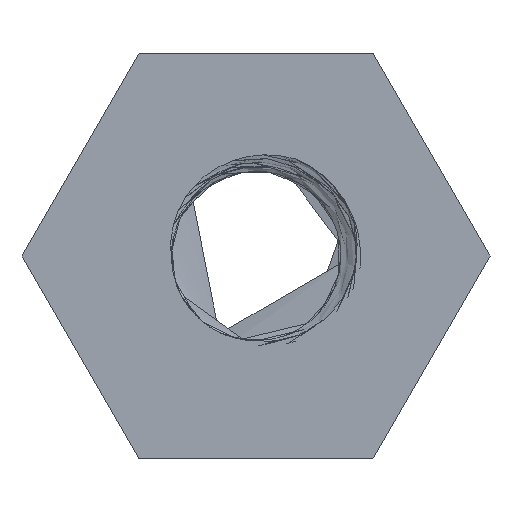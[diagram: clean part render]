
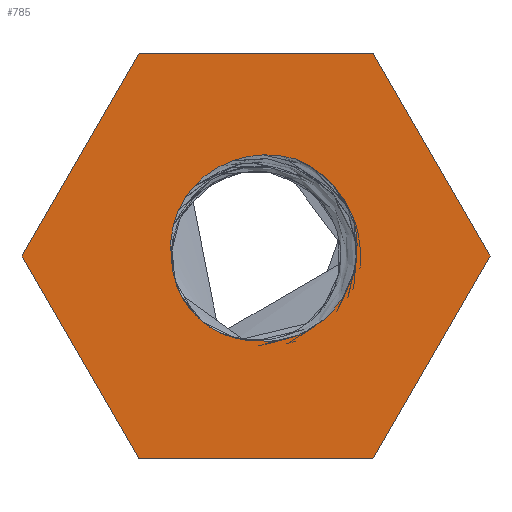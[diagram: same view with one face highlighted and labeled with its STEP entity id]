
A CAD part, front view. The second image highlights one B-rep face of the part: STEP entity #785.
In plain terms, the highlighted planar face has unit normal (0, -1, 0).
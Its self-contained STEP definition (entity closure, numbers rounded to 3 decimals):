
#141 = CARTESIAN_POINT ( 'NONE',  ( 0., -5., 0. ) ) ;
#166 = CARTESIAN_POINT ( 'NONE',  ( 1.372, -5., 0.346 ) ) ;
#181 = VERTEX_POINT ( 'NONE', #1995 ) ;
#199 = ORIENTED_EDGE ( 'NONE', *, *, #2445, .F. ) ;
#243 = VERTEX_POINT ( 'NONE', #1077 ) ;
#312 = DIRECTION ( 'NONE',  ( 1., 0., 0. ) ) ;
#407 = DIRECTION ( 'NONE',  ( -0.5, 0., 0.866 ) ) ;
#412 = CARTESIAN_POINT ( 'NONE',  ( 0.328, -5., 1.365 ) ) ;
#435 = CARTESIAN_POINT ( 'NONE',  ( 0.431, -5., 1.347 ) ) ;
#443 = CARTESIAN_POINT ( 'NONE',  ( 0.533, -5., 1.316 ) ) ;
#453 = DIRECTION ( 'NONE',  ( 0., 0., 1. ) ) ;
#522 = CARTESIAN_POINT ( 'NONE',  ( 1.239, -5., -0.49 ) ) ;
#595 = AXIS2_PLACEMENT_3D ( 'NONE', #141, #1818, #2701 ) ;
#659 = VECTOR ( 'NONE', #407, 1000. ) ;
#676 = CARTESIAN_POINT ( 'NONE',  ( 1.588, -5., 2.75 ) ) ;
#687 = LINE ( 'NONE', #1958, #659 ) ;
#693 = CARTESIAN_POINT ( 'NONE',  ( 0., -5., -1.149 ) ) ;
#707 = ORIENTED_EDGE ( 'NONE', *, *, #2120, .F. ) ;
#734 = CARTESIAN_POINT ( 'NONE',  ( 0.533, -5., 1.316 ) ) ;
#770 = EDGE_CURVE ( 'NONE', #3944, #181, #1062, .T. ) ;
#771 = ORIENTED_EDGE ( 'NONE', *, *, #1423, .F. ) ;
#783 = CARTESIAN_POINT ( 'NONE',  ( -3.175, -5., 0. ) ) ;
#785 = ADVANCED_FACE ( 'NONE', ( #1732, #2126 ), #3014, .F. ) ;
#818 = CARTESIAN_POINT ( 'NONE',  ( 1.324, -5., -0.289 ) ) ;
#857 = CARTESIAN_POINT ( 'NONE',  ( 0., -5., -1.149 ) ) ;
#997 = DIRECTION ( 'NONE',  ( -1., 0., 0. ) ) ;
#999 = CARTESIAN_POINT ( 'NONE',  ( 1.309, -5., 0.551 ) ) ;
#1026 = DIRECTION ( 'NONE',  ( 0.5, 0., -0.866 ) ) ;
#1028 = EDGE_CURVE ( 'NONE', #181, #1669, #687, .T. ) ;
#1062 = LINE ( 'NONE', #2346, #2403 ) ;
#1077 = CARTESIAN_POINT ( 'NONE',  ( 1.588, -5., 2.75 ) ) ;
#1079 = ORIENTED_EDGE ( 'NONE', *, *, #2825, .F. ) ;
#1128 = CARTESIAN_POINT ( 'NONE',  ( 0.985, -5., -0.827 ) ) ;
#1138 = ORIENTED_EDGE ( 'NONE', *, *, #2337, .F. ) ;
#1161 = ORIENTED_EDGE ( 'NONE', *, *, #2611, .F. ) ;
#1324 = LINE ( 'NONE', #3498, #1537 ) ;
#1362 = CARTESIAN_POINT ( 'NONE',  ( 1.236, -5., 0.724 ) ) ;
#1376 = CARTESIAN_POINT ( 'NONE',  ( -1.172, -5., 0.211 ) ) ;
#1395 = CARTESIAN_POINT ( 'NONE',  ( 0.118, -5., 1.377 ) ) ;
#1397 = CARTESIAN_POINT ( 'NONE',  ( 1.309, -5., 0.551 ) ) ;
#1423 = EDGE_CURVE ( 'NONE', #3573, #3944, #1692, .T. ) ;
#1436 = DIRECTION ( 'NONE',  ( -0.5, 0., -0.866 ) ) ;
#1460 = VERTEX_POINT ( 'NONE', #2107 ) ;
#1507 = EDGE_CURVE ( 'NONE', #2178, #1460, #3864, .T. ) ;
#1537 = VECTOR ( 'NONE', #312, 1000. ) ;
#1669 = VERTEX_POINT ( 'NONE', #3113 ) ;
#1692 = LINE ( 'NONE', #3681, #1727 ) ;
#1727 = VECTOR ( 'NONE', #1436, 1000. ) ;
#1731 = CARTESIAN_POINT ( 'NONE',  ( -0.834, -5., 0.982 ) ) ;
#1732 = FACE_OUTER_BOUND ( 'NONE', #3098, .T. ) ;
#1750 = CARTESIAN_POINT ( 'NONE',  ( -0.97, -5., 0.812 ) ) ;
#1776 = CARTESIAN_POINT ( 'NONE',  ( 0.813, -5., -0.965 ) ) ;
#1818 = DIRECTION ( 'NONE',  ( 0., 1., 0. ) ) ;
#1905 = VERTEX_POINT ( 'NONE', #3816 ) ;
#1921 = CARTESIAN_POINT ( 'NONE',  ( 0.533, -5., 1.316 ) ) ;
#1958 = CARTESIAN_POINT ( 'NONE',  ( -1.588, -5., -2.75 ) ) ;
#1995 = CARTESIAN_POINT ( 'NONE',  ( -1.588, -5., -2.75 ) ) ;
#2064 = AXIS2_PLACEMENT_3D ( 'NONE', #3700, #2408, #453 ) ;
#2082 = VERTEX_POINT ( 'NONE', #999 ) ;
#2107 = CARTESIAN_POINT ( 'NONE',  ( -1.149, -5., 0. ) ) ;
#2120 = EDGE_CURVE ( 'NONE', #2178, #2082, #4134, .T. ) ;
#2126 = FACE_BOUND ( 'NONE', #2316, .T. ) ;
#2178 = VERTEX_POINT ( 'NONE', #857 ) ;
#2195 = VECTOR ( 'NONE', #2666, 1000. ) ;
#2250 = CARTESIAN_POINT ( 'NONE',  ( 0.865, -5., 1.141 ) ) ;
#2316 = EDGE_LOOP ( 'NONE', ( #1161, #199, #707, #3129 ) ) ;
#2330 = LINE ( 'NONE', #783, #2195 ) ;
#2334 = VERTEX_POINT ( 'NONE', #443 ) ;
#2337 = EDGE_CURVE ( 'NONE', #1669, #1905, #2330, .T. ) ;
#2346 = CARTESIAN_POINT ( 'NONE',  ( 1.588, -5., -2.75 ) ) ;
#2366 = CARTESIAN_POINT ( 'NONE',  ( -0.298, -5., 1.317 ) ) ;
#2403 = VECTOR ( 'NONE', #997, 1000. ) ;
#2408 = DIRECTION ( 'NONE',  ( 0., 1., 0. ) ) ;
#2445 = EDGE_CURVE ( 'NONE', #2082, #2334, #3050, .T. ) ;
#2549 = ORIENTED_EDGE ( 'NONE', *, *, #1028, .F. ) ;
#2611 = EDGE_CURVE ( 'NONE', #2334, #1460, #3834, .T. ) ;
#2615 = CARTESIAN_POINT ( 'NONE',  ( 1.309, -5., 0.551 ) ) ;
#2666 = DIRECTION ( 'NONE',  ( 0.5, 0., 0.866 ) ) ;
#2701 = DIRECTION ( 'NONE',  ( 0., 0., 1. ) ) ;
#2766 = CARTESIAN_POINT ( 'NONE',  ( 1.389, -5., 0.13 ) ) ;
#2778 = CARTESIAN_POINT ( 'NONE',  ( 3.175, -5., 0. ) ) ;
#2825 = EDGE_CURVE ( 'NONE', #243, #3573, #2916, .T. ) ;
#2916 = LINE ( 'NONE', #676, #3875 ) ;
#2990 = CARTESIAN_POINT ( 'NONE',  ( -0.497, -5., 1.232 ) ) ;
#3014 = PLANE ( 'NONE',  #595 ) ;
#3033 = CARTESIAN_POINT ( 'NONE',  ( -1.149, -5., 0. ) ) ;
#3050 = B_SPLINE_CURVE_WITH_KNOTS ( 'NONE', 3,
 ( #2615, #1362, #4131, #2250, #3889, #1921 ),
 .UNSPECIFIED., .F., .F.,
 ( 4, 2, 4 ),
 ( 0., 0.001, 0.001 ),
 .UNSPECIFIED. ) ;
#3098 = EDGE_LOOP ( 'NONE', ( #1079, #4110, #1138, #2549, #3261, #771 ) ) ;
#3113 = CARTESIAN_POINT ( 'NONE',  ( -3.175, -5., 0. ) ) ;
#3129 = ORIENTED_EDGE ( 'NONE', *, *, #1507, .T. ) ;
#3261 = ORIENTED_EDGE ( 'NONE', *, *, #770, .F. ) ;
#3270 = CARTESIAN_POINT ( 'NONE',  ( 1.588, -5., -2.75 ) ) ;
#3303 = CARTESIAN_POINT ( 'NONE',  ( -1.139, -5., 0.425 ) ) ;
#3498 = CARTESIAN_POINT ( 'NONE',  ( -1.588, -5., 2.75 ) ) ;
#3573 = VERTEX_POINT ( 'NONE', #2778 ) ;
#3580 = CARTESIAN_POINT ( 'NONE',  ( 0.428, -5., -1.142 ) ) ;
#3681 = CARTESIAN_POINT ( 'NONE',  ( 3.175, -5., 0. ) ) ;
#3700 = CARTESIAN_POINT ( 'NONE',  ( 0., -5., 0. ) ) ;
#3732 = EDGE_CURVE ( 'NONE', #1905, #243, #1324, .T. ) ;
#3816 = CARTESIAN_POINT ( 'NONE',  ( -1.588, -5., 2.75 ) ) ;
#3834 = B_SPLINE_CURVE_WITH_KNOTS ( 'NONE', 3,
 ( #734, #435, #412, #1395, #3991, #2366, #2990, #1731, #1750, #3303, #1376, #3033 ),
 .UNSPECIFIED., .F., .F.,
 ( 4, 2, 2, 2, 2, 4 ),
 ( 0., 0., 0.001, 0.001, 0.002, 0.003 ),
 .UNSPECIFIED. ) ;
#3864 = CIRCLE ( 'NONE', #2064, 1.149 ) ;
#3875 = VECTOR ( 'NONE', #1026, 1000. ) ;
#3889 = CARTESIAN_POINT ( 'NONE',  ( 0.706, -5., 1.246 ) ) ;
#3892 = CARTESIAN_POINT ( 'NONE',  ( 0.212, -5., -1.176 ) ) ;
#3944 = VERTEX_POINT ( 'NONE', #3270 ) ;
#3991 = CARTESIAN_POINT ( 'NONE',  ( 0.011, -5., 1.371 ) ) ;
#4110 = ORIENTED_EDGE ( 'NONE', *, *, #3732, .F. ) ;
#4131 = CARTESIAN_POINT ( 'NONE',  ( 1.128, -5., 0.882 ) ) ;
#4134 = B_SPLINE_CURVE_WITH_KNOTS ( 'NONE', 3,
 ( #693, #3892, #3580, #1776, #1128, #522, #818, #2766, #166, #1397 ),
 .UNSPECIFIED., .F., .F.,
 ( 4, 2, 2, 2, 4 ),
 ( 0., 0.001, 0.001, 0.002, 0.003 ),
 .UNSPECIFIED. ) ;
